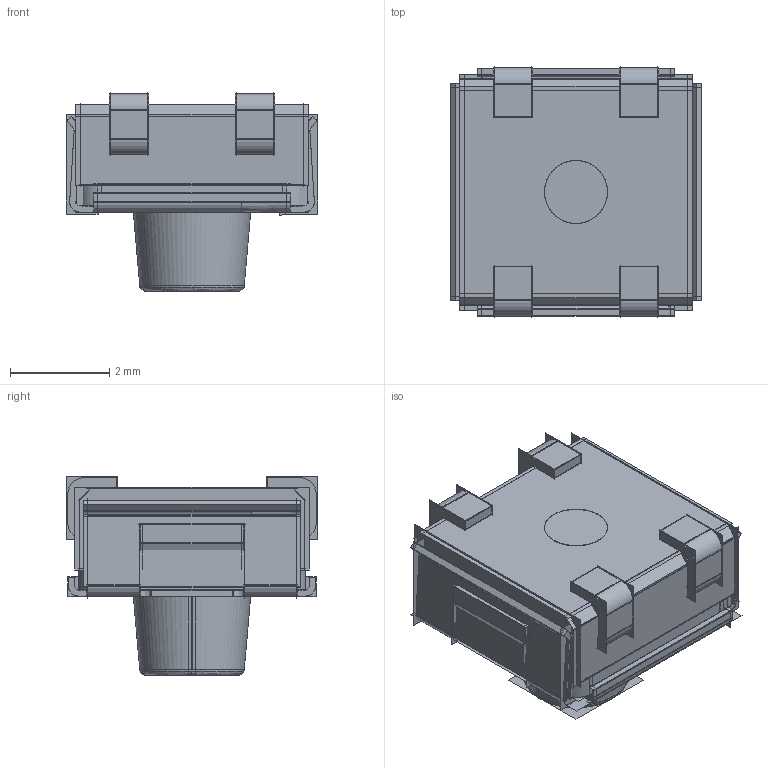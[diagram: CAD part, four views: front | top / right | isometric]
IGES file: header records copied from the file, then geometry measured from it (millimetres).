
Start section:  PTC IGES file: _7914j001000.igs
Global section: file name: _7914j001000.igs; native system: Creo Parametric by Parametric Technology Corporation; preprocessor: 2012230; author: minhn; organization: Unknown; date: 20130219.155225; units: inch
Bounding box: 5.07 x 5.04 x 4.01 mm (x, y, z)
Surface area: 2018.8 mm2 (no closed solid volume)
Topology: 0 solids, 0 shells, 360 faces, 6355 edges, 8368 vertices
Faces by surface type: bspline 236, revolution 124
